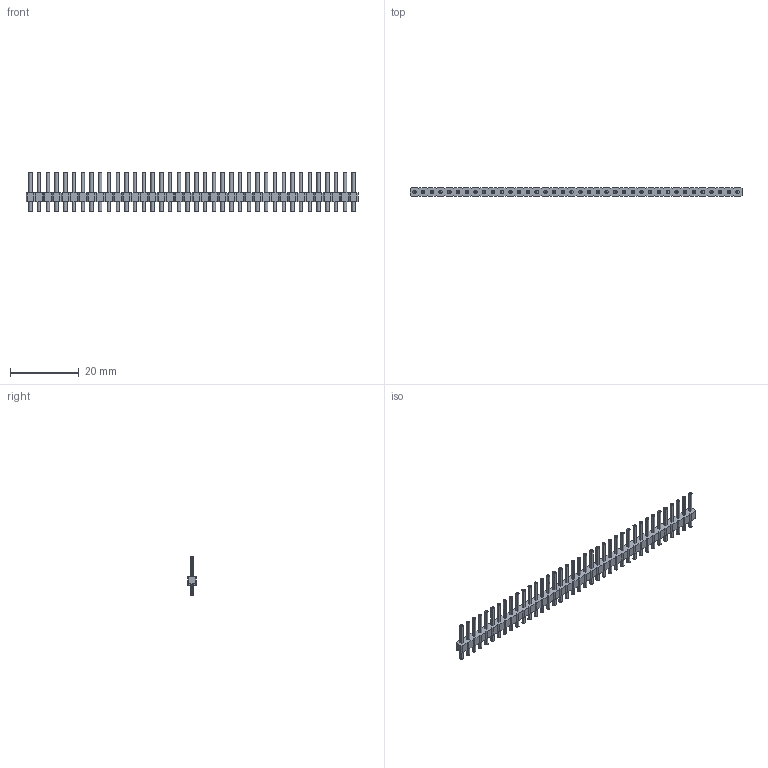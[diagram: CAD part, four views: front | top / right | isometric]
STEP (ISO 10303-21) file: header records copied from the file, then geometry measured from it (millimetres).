
FILE_DESCRIPTION(/* description */ ('-'),/* implementation_level */ '2;1');
FILE_NAME(/* name */ 'Stiftleiste, RM 2,54 mm - 6-3 mm, gerade - 1 x 38 - schwarz',/* time_stamp */ '2022-04-18T13:57:54+02:00',/* author */ ('c.wilms'),/* organization */ ('-'),/* preprocessor_version */ 'ST-DEVELOPER v16.7',/* originating_system */ 'Solid Edge',/* authorisation */ 'Unknown');
FILE_SCHEMA (('AUTOMOTIVE_DESIGN {1 0 10303 214 3 1 1}'));
Length unit declared in the file: millimetre
Products named in the file (3): Stiftleiste, RM 2,54 mm - 6-3 mm, gerade - 1 x 38 - schwarz; Stiftleiste, RM 2,54 mm - Stift -  6-3 mm, gerade; Stiftleiste, RM 2,54 mm - Träger - 1 x 38 - schwarz
Assembly tree (39 placements, depth 2):
  Stiftleiste, RM 2,54 mm - 6-3 mm, gerade - 1 x 38 - schwarz
    Stiftleiste, RM 2,54 mm - Stift -  6-3 mm, gerade  x38
    Stiftleiste, RM 2,54 mm - Träger - 1 x 38 - schwarz
Bounding box: 96.52 x 2.54 x 11.54 mm (x, y, z)
Volume: 684.8 mm3; surface area: 3741 mm2
Topology: 39 solids, 77 shells, 1262 faces, 3552 edges, 2368 vertices
Faces by surface type: plane 920, cylinder 342
Full cylindrical faces by diameter (mm): 1 x38
Entity records: 19210 total; most frequent: CARTESIAN_POINT 3373, ORIENTED_EDGE 3326, DIRECTION 3184, EDGE_CURVE 1664, LINE 1342, VECTOR 1342, VERTEX_POINT 1110, AXIS2_PLACEMENT_3D 921
